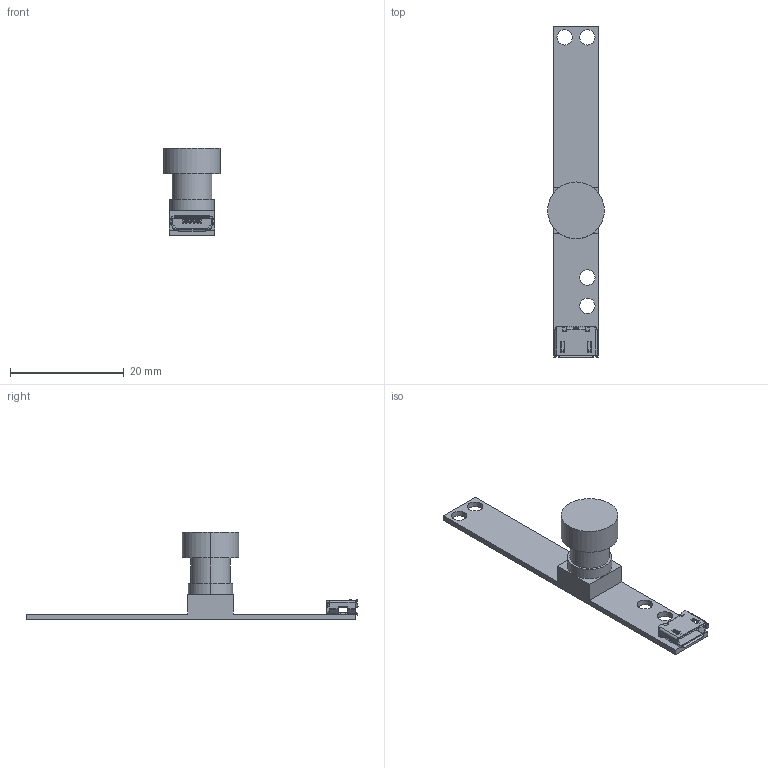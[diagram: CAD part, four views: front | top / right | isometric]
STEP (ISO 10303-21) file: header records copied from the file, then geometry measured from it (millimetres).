
FILE_DESCRIPTION (( 'STEP AP203' ), '1' );
FILE_NAME ('2242-B.step', '2017-08-31T11:07:43', ( '' ), ( '' ), 'SwSTEP 2.0', 'SolidWorks 2016', '' );
FILE_SCHEMA (( 'CONFIG_CONTROL_DESIGN' ));
Length unit declared in the file: millimetre
Products named in the file (1): 2242-B
Bounding box: 10 x 58.49 x 15.4 mm (x, y, z)
Volume: 1321.5 mm3; surface area: 1819.9 mm2
Topology: 8 solids, 8 shells, 649 faces, 1817 edges, 1182 vertices
Faces by surface type: plane 409, cylinder 210, cone 16, bspline 14
Entity records: 21645 total; most frequent: CARTESIAN_POINT 4684, ORIENTED_EDGE 3634, DIRECTION 3397, EDGE_CURVE 1817, LINE 1313, VECTOR 1313, VERTEX_POINT 1182, AXIS2_PLACEMENT_3D 1042
